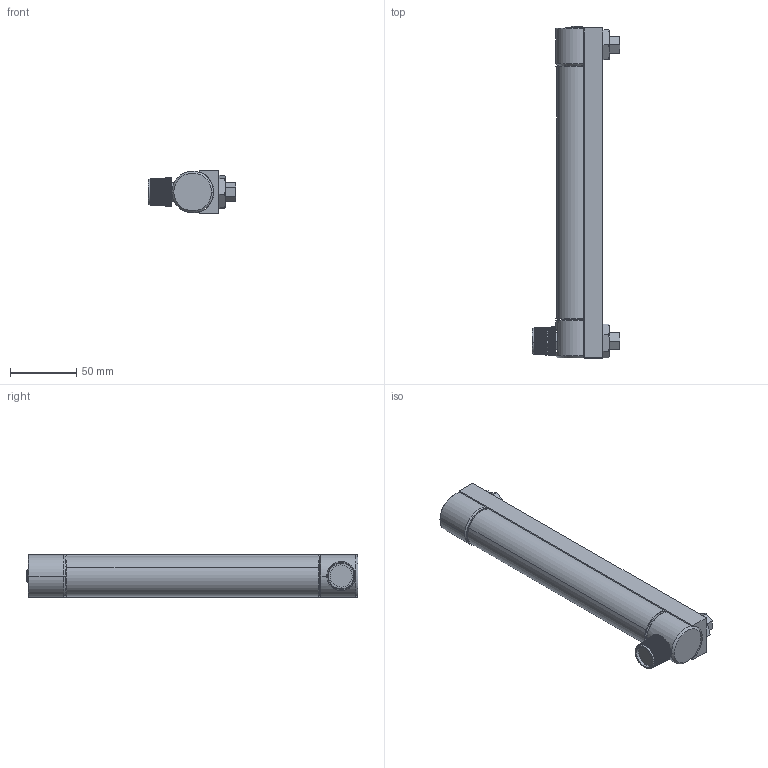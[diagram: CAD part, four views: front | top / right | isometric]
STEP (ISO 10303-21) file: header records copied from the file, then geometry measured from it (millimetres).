
FILE_DESCRIPTION (( 'STEP AP203' ), '1' );
FILE_NAME ('1255-V.STEP', '2018-04-11T14:35:20', ( '' ), ( '' ), 'SwSTEP 2.0', 'SolidWorks 2017', '' );
FILE_SCHEMA (( 'CONFIG_CONTROL_DESIGN' ));
Length unit declared in the file: inch
Products named in the file (1): 1255-V
Bounding box: 66.12 x 250.77 x 31.75 mm (x, y, z)
Surface area: 57565.8 mm2 (no closed solid volume)
Topology: 0 solids, 17 shells, 391 faces, 2195 edges, 1502 vertices
Faces by surface type: plane 304, cylinder 57, cone 24, torus 6
Entity records: 21333 total; most frequent: CARTESIAN_POINT 5723, DIRECTION 2967, ORIENTED_EDGE 2831, EDGE_CURVE 2195, VERTEX_POINT 1502, VECTOR 1491, LINE 1491, AXIS2_PLACEMENT_3D 738
